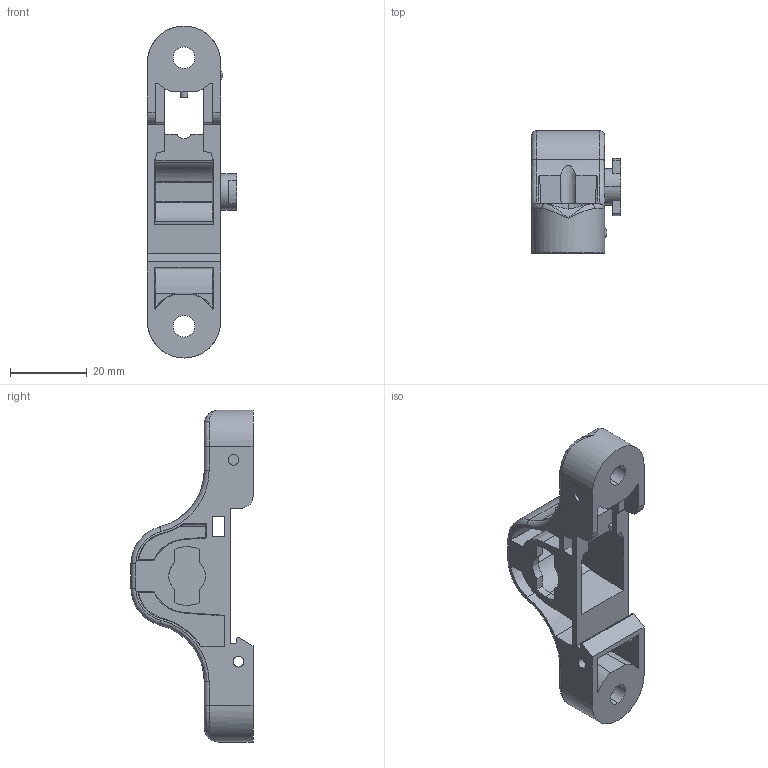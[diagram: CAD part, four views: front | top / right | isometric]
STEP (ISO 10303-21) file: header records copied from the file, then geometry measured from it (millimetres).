
FILE_DESCRIPTION(('STEP AP203'),'1');
FILE_NAME('sblec.stp','2024-07-20T08:28:18',('TraceParts'),('TraceParts S.A.'),'Spatial InterOp 3D',' ',' ');
FILE_SCHEMA(('CONFIG_CONTROL_DESIGN'));
Length unit declared in the file: millimetre
Products named in the file (1): 1
Bounding box: 23.19 x 31.75 x 86.36 mm (x, y, z)
Volume: 11075.3 mm3; surface area: 11621.2 mm2
Topology: 1 solids, 1 shells, 192 faces, 537 edges, 342 vertices
Faces by surface type: plane 90, cylinder 57, cone 23, bspline 22
Entity records: 7293 total; most frequent: CARTESIAN_POINT 2548, ORIENTED_EDGE 1054, DIRECTION 908, EDGE_CURVE 527, VERTEX_POINT 342, AXIS2_PLACEMENT_3D 309, LINE 290, VECTOR 290
